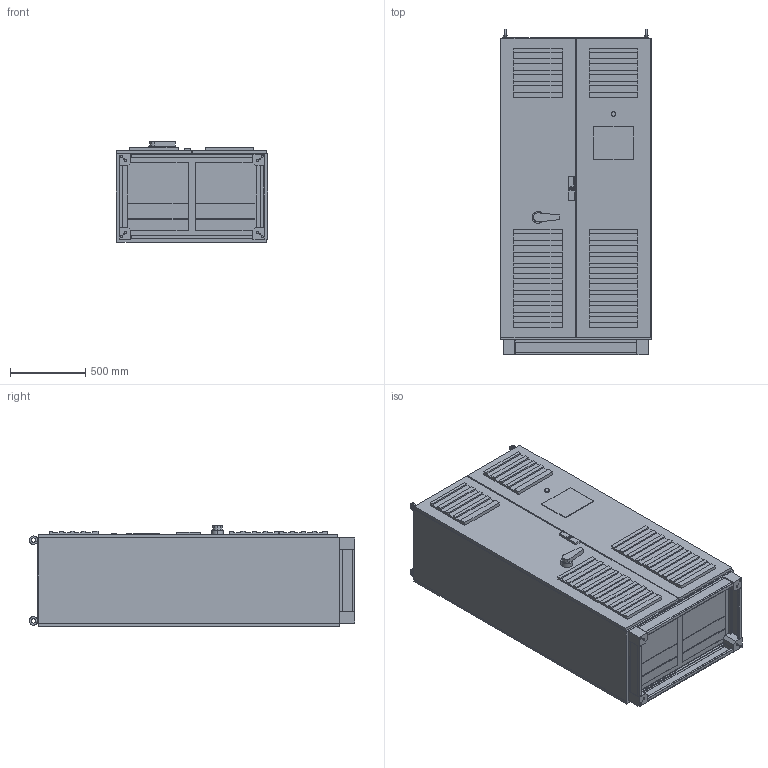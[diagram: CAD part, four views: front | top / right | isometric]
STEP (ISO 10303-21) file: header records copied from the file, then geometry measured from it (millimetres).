
FILE_DESCRIPTION((''),'2;1');
FILE_NAME('AAF06_OUT','2025-07-30T11:15:35',('U388355'),('Danfoss Drives'),'CREO PARAMETRIC BY PTC INC, 2024133','CREO PARAMETRIC BY PTC INC, 2024133','');
FILE_SCHEMA(('CONFIG_CONTROL_DESIGN','GEOMETRIC_VALIDATION_PROPERTIES_MIM'));
Length unit declared in the file: millimetre
Products named in the file (1): AAF06_OUT
Bounding box: 1005 x 2158.1 x 668.11 mm (x, y, z)
Volume: 1236371268.7 mm3; surface area: 8984255.6 mm2
Topology: 1 solids, 1 shells, 391 faces, 1070 edges, 709 vertices
Faces by surface type: plane 329, cylinder 58, extrusion 4
Entity records: 13799 total; most frequent: CARTESIAN_POINT 2356, ORIENTED_EDGE 2140, DIRECTION 1962, COLOUR_RGB 1326, EDGE_CURVE 1070, VECTOR 928, LINE 924, VERTEX_POINT 709
